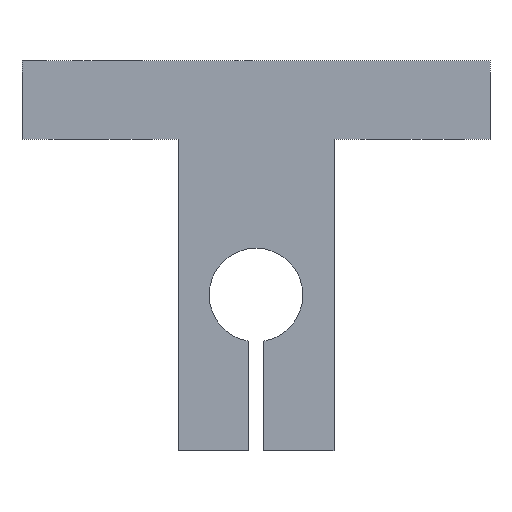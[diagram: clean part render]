
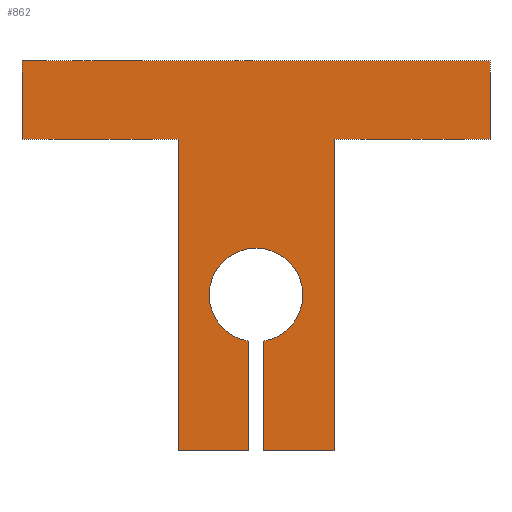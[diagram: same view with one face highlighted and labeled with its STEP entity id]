
A CAD part, front view. The second image highlights one B-rep face of the part: STEP entity #862.
In plain terms, the highlighted planar face has unit normal (0, -1, 0).
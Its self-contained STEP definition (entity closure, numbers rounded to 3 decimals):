
#11 = EDGE_CURVE ( 'NONE', #516, #178, #741, .T. ) ;
#12 = CARTESIAN_POINT ( 'NONE',  ( 0.5, 0., -18.671 ) ) ;
#15 = EDGE_CURVE ( 'NONE', #825, #424, #745, .T. ) ;
#21 = CARTESIAN_POINT ( 'NONE',  ( -15., 0., 10. ) ) ;
#31 = DIRECTION ( 'NONE',  ( -1., 0., 0. ) ) ;
#41 = CARTESIAN_POINT ( 'NONE',  ( 5., 0., 10. ) ) ;
#88 = VECTOR ( 'NONE', #627, 1000. ) ;
#91 = AXIS2_PLACEMENT_3D ( 'NONE', #616, #474, #764 ) ;
#104 = ORIENTED_EDGE ( 'NONE', *, *, #601, .T. ) ;
#112 = EDGE_CURVE ( 'NONE', #372, #148, #693, .T. ) ;
#123 = EDGE_CURVE ( 'NONE', #446, #454, #321, .T. ) ;
#135 = DIRECTION ( 'NONE',  ( 1., 0., 0. ) ) ;
#148 = VERTEX_POINT ( 'NONE', #324 ) ;
#174 = LINE ( 'NONE', #325, #753 ) ;
#178 = VERTEX_POINT ( 'NONE', #538 ) ;
#231 = ORIENTED_EDGE ( 'NONE', *, *, #853, .F. ) ;
#237 = VECTOR ( 'NONE', #770, 1000. ) ;
#249 = VECTOR ( 'NONE', #750, 1000. ) ;
#284 = VECTOR ( 'NONE', #384, 1000. ) ;
#302 = CARTESIAN_POINT ( 'NONE',  ( -5., 0., -10. ) ) ;
#317 = DIRECTION ( 'NONE',  ( 0., 0., -1. ) ) ;
#321 = LINE ( 'NONE', #920, #796 ) ;
#324 = CARTESIAN_POINT ( 'NONE',  ( 0.5, 0., -10. ) ) ;
#325 = CARTESIAN_POINT ( 'NONE',  ( -5., 0., 15. ) ) ;
#327 = VECTOR ( 'NONE', #135, 1000. ) ;
#334 = CARTESIAN_POINT ( 'NONE',  ( -5., 0., -10. ) ) ;
#353 = ORIENTED_EDGE ( 'NONE', *, *, #112, .T. ) ;
#372 = VERTEX_POINT ( 'NONE', #961 ) ;
#384 = DIRECTION ( 'NONE',  ( 0., 0., 1. ) ) ;
#387 = CARTESIAN_POINT ( 'NONE',  ( -15., 0., 10. ) ) ;
#398 = PLANE ( 'NONE',  #91 ) ;
#405 = LINE ( 'NONE', #699, #623 ) ;
#407 = VECTOR ( 'NONE', #808, 1000. ) ;
#416 = LINE ( 'NONE', #334, #593 ) ;
#424 = VERTEX_POINT ( 'NONE', #903 ) ;
#434 = EDGE_LOOP ( 'NONE', ( #353, #691, #863, #490, #512, #626, #944, #505, #231, #838, #104, #597 ) ) ;
#443 = CARTESIAN_POINT ( 'NONE',  ( -5., 0., -10. ) ) ;
#446 = VERTEX_POINT ( 'NONE', #802 ) ;
#454 = VERTEX_POINT ( 'NONE', #979 ) ;
#456 = AXIS2_PLACEMENT_3D ( 'NONE', #553, #487, #869 ) ;
#458 = LINE ( 'NONE', #387, #284 ) ;
#474 = DIRECTION ( 'NONE',  ( 0., -1., 0. ) ) ;
#487 = DIRECTION ( 'NONE',  ( 0., 1., 0. ) ) ;
#490 = ORIENTED_EDGE ( 'NONE', *, *, #826, .T. ) ;
#505 = ORIENTED_EDGE ( 'NONE', *, *, #123, .T. ) ;
#512 = ORIENTED_EDGE ( 'NONE', *, *, #588, .T. ) ;
#513 = EDGE_CURVE ( 'NONE', #178, #148, #416, .T. ) ;
#516 = VERTEX_POINT ( 'NONE', #41 ) ;
#534 = DIRECTION ( 'NONE',  ( 1., 0., 0. ) ) ;
#538 = CARTESIAN_POINT ( 'NONE',  ( 5., 0., -10. ) ) ;
#543 = EDGE_CURVE ( 'NONE', #621, #372, #608, .T. ) ;
#553 = CARTESIAN_POINT ( 'NONE',  ( 0., 0., 0. ) ) ;
#588 = EDGE_CURVE ( 'NONE', #817, #424, #636, .T. ) ;
#593 = VECTOR ( 'NONE', #31, 1000. ) ;
#597 = ORIENTED_EDGE ( 'NONE', *, *, #543, .T. ) ;
#601 = EDGE_CURVE ( 'NONE', #803, #621, #405, .T. ) ;
#607 = VECTOR ( 'NONE', #317, 1000. ) ;
#608 = CIRCLE ( 'NONE', #456, 3. ) ;
#616 = CARTESIAN_POINT ( 'NONE',  ( 0., 0., 0. ) ) ;
#621 = VERTEX_POINT ( 'NONE', #781 ) ;
#623 = VECTOR ( 'NONE', #931, 1000. ) ;
#626 = ORIENTED_EDGE ( 'NONE', *, *, #15, .F. ) ;
#627 = DIRECTION ( 'NONE',  ( 0., 0., 1. ) ) ;
#636 = LINE ( 'NONE', #939, #88 ) ;
#637 = EDGE_CURVE ( 'NONE', #803, #665, #791, .T. ) ;
#665 = VERTEX_POINT ( 'NONE', #443 ) ;
#690 = CARTESIAN_POINT ( 'NONE',  ( 15., 0., 10. ) ) ;
#691 = ORIENTED_EDGE ( 'NONE', *, *, #513, .F. ) ;
#693 = LINE ( 'NONE', #12, #607 ) ;
#699 = CARTESIAN_POINT ( 'NONE',  ( -0.5, 0., -18.671 ) ) ;
#702 = CARTESIAN_POINT ( 'NONE',  ( -15., 0., 15. ) ) ;
#707 = LINE ( 'NONE', #21, #237 ) ;
#741 = LINE ( 'NONE', #878, #407 ) ;
#744 = EDGE_CURVE ( 'NONE', #446, #825, #458, .T. ) ;
#745 = LINE ( 'NONE', #888, #327 ) ;
#750 = DIRECTION ( 'NONE',  ( -1., 0., 0. ) ) ;
#753 = VECTOR ( 'NONE', #914, 1000. ) ;
#764 = DIRECTION ( 'NONE',  ( 0., 0., -1. ) ) ;
#770 = DIRECTION ( 'NONE',  ( 1., 0., 0. ) ) ;
#781 = CARTESIAN_POINT ( 'NONE',  ( -0.5, 0., -2.958 ) ) ;
#791 = LINE ( 'NONE', #302, #249 ) ;
#796 = VECTOR ( 'NONE', #534, 1000. ) ;
#802 = CARTESIAN_POINT ( 'NONE',  ( -15., 0., 10. ) ) ;
#803 = VERTEX_POINT ( 'NONE', #933 ) ;
#808 = DIRECTION ( 'NONE',  ( 0., 0., -1. ) ) ;
#817 = VERTEX_POINT ( 'NONE', #690 ) ;
#825 = VERTEX_POINT ( 'NONE', #702 ) ;
#826 = EDGE_CURVE ( 'NONE', #516, #817, #707, .T. ) ;
#838 = ORIENTED_EDGE ( 'NONE', *, *, #637, .F. ) ;
#853 = EDGE_CURVE ( 'NONE', #665, #454, #174, .T. ) ;
#862 = ADVANCED_FACE ( 'NONE', ( #921 ), #398, .T. ) ;
#863 = ORIENTED_EDGE ( 'NONE', *, *, #11, .F. ) ;
#869 = DIRECTION ( 'NONE',  ( 0., 0., 1. ) ) ;
#878 = CARTESIAN_POINT ( 'NONE',  ( 5., 0., 15. ) ) ;
#888 = CARTESIAN_POINT ( 'NONE',  ( -5., 0., 15. ) ) ;
#903 = CARTESIAN_POINT ( 'NONE',  ( 15., 0., 15. ) ) ;
#914 = DIRECTION ( 'NONE',  ( 0., 0., 1. ) ) ;
#920 = CARTESIAN_POINT ( 'NONE',  ( -15., 0., 10. ) ) ;
#921 = FACE_OUTER_BOUND ( 'NONE', #434, .T. ) ;
#931 = DIRECTION ( 'NONE',  ( 0., 0., 1. ) ) ;
#933 = CARTESIAN_POINT ( 'NONE',  ( -0.5, 0., -10. ) ) ;
#939 = CARTESIAN_POINT ( 'NONE',  ( 15., 0., 10. ) ) ;
#944 = ORIENTED_EDGE ( 'NONE', *, *, #744, .F. ) ;
#961 = CARTESIAN_POINT ( 'NONE',  ( 0.5, 0., -2.958 ) ) ;
#979 = CARTESIAN_POINT ( 'NONE',  ( -5., 0., 10. ) ) ;
